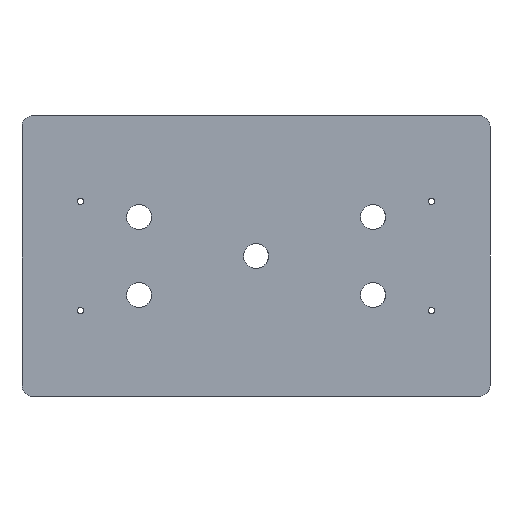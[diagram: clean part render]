
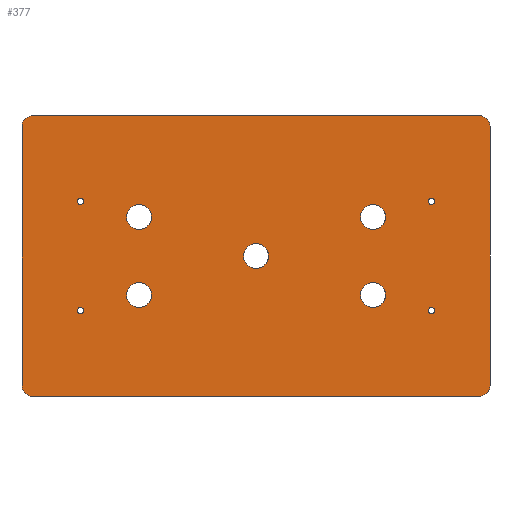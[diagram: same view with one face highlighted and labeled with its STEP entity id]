
A CAD part, top view. The second image highlights one B-rep face of the part: STEP entity #377.
In plain terms, the highlighted planar face has unit normal (0.008, 0, 1).
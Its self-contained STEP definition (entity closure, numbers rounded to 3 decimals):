
#24=FACE_BOUND('',#74,.T.);
#25=FACE_BOUND('',#75,.T.);
#26=FACE_BOUND('',#76,.T.);
#27=FACE_BOUND('',#77,.T.);
#28=FACE_BOUND('',#78,.T.);
#29=FACE_BOUND('',#79,.T.);
#30=FACE_BOUND('',#80,.T.);
#31=FACE_BOUND('',#81,.T.);
#32=FACE_BOUND('',#82,.T.);
#37=PLANE('',#425);
#45=FACE_OUTER_BOUND('',#73,.T.);
#73=EDGE_LOOP('',(#293,#294,#295,#296,#297,#298,#299,#300));
#74=EDGE_LOOP('',(#301));
#75=EDGE_LOOP('',(#302));
#76=EDGE_LOOP('',(#303));
#77=EDGE_LOOP('',(#304));
#78=EDGE_LOOP('',(#305));
#79=EDGE_LOOP('',(#306));
#80=EDGE_LOOP('',(#307));
#81=EDGE_LOOP('',(#308));
#82=EDGE_LOOP('',(#309));
#97=ELLIPSE('',#426,7.,7.);
#98=ELLIPSE('',#427,7.,7.);
#99=ELLIPSE('',#428,2.,2.);
#100=ELLIPSE('',#429,2.,2.);
#101=ELLIPSE('',#430,2.,2.);
#102=ELLIPSE('',#431,2.,2.);
#103=ELLIPSE('',#432,8.,8.);
#104=ELLIPSE('',#433,8.,8.);
#105=ELLIPSE('',#434,8.,8.);
#106=ELLIPSE('',#435,8.,8.);
#107=ELLIPSE('',#436,8.,8.);
#112=LINE('',#581,#137);
#118=LINE('',#620,#143);
#120=LINE('',#623,#145);
#121=LINE('',#628,#146);
#137=VECTOR('',#463,10.);
#143=VECTOR('',#501,10.);
#145=VECTOR('',#505,10.);
#146=VECTOR('',#510,10.);
#158=CIRCLE('',#405,7.);
#170=CIRCLE('',#422,7.);
#171=VERTEX_POINT('',#568);
#172=VERTEX_POINT('',#569);
#176=VERTEX_POINT('',#579);
#191=VERTEX_POINT('',#613);
#192=VERTEX_POINT('',#614);
#193=VERTEX_POINT('',#619);
#194=VERTEX_POINT('',#625);
#195=VERTEX_POINT('',#627);
#196=VERTEX_POINT('',#630);
#197=VERTEX_POINT('',#632);
#198=VERTEX_POINT('',#634);
#199=VERTEX_POINT('',#636);
#200=VERTEX_POINT('',#638);
#201=VERTEX_POINT('',#640);
#202=VERTEX_POINT('',#642);
#203=VERTEX_POINT('',#644);
#204=VERTEX_POINT('',#646);
#205=EDGE_CURVE('',#171,#172,#158,.T.);
#211=EDGE_CURVE('',#176,#171,#112,.T.);
#227=EDGE_CURVE('',#191,#192,#170,.T.);
#230=EDGE_CURVE('',#192,#193,#118,.T.);
#232=EDGE_CURVE('',#172,#191,#120,.T.);
#233=EDGE_CURVE('',#194,#176,#97,.F.);
#234=EDGE_CURVE('',#195,#194,#121,.F.);
#235=EDGE_CURVE('',#193,#195,#98,.F.);
#236=EDGE_CURVE('',#196,#196,#99,.T.);
#237=EDGE_CURVE('',#197,#197,#100,.T.);
#238=EDGE_CURVE('',#198,#198,#101,.T.);
#239=EDGE_CURVE('',#199,#199,#102,.T.);
#240=EDGE_CURVE('',#200,#200,#103,.T.);
#241=EDGE_CURVE('',#201,#201,#104,.T.);
#242=EDGE_CURVE('',#202,#202,#105,.T.);
#243=EDGE_CURVE('',#203,#203,#106,.T.);
#244=EDGE_CURVE('',#204,#204,#107,.T.);
#293=ORIENTED_EDGE('',*,*,#205,.F.);
#294=ORIENTED_EDGE('',*,*,#211,.F.);
#295=ORIENTED_EDGE('',*,*,#233,.F.);
#296=ORIENTED_EDGE('',*,*,#234,.F.);
#297=ORIENTED_EDGE('',*,*,#235,.F.);
#298=ORIENTED_EDGE('',*,*,#230,.F.);
#299=ORIENTED_EDGE('',*,*,#227,.F.);
#300=ORIENTED_EDGE('',*,*,#232,.F.);
#301=ORIENTED_EDGE('',*,*,#236,.F.);
#302=ORIENTED_EDGE('',*,*,#237,.F.);
#303=ORIENTED_EDGE('',*,*,#238,.F.);
#304=ORIENTED_EDGE('',*,*,#239,.F.);
#305=ORIENTED_EDGE('',*,*,#240,.F.);
#306=ORIENTED_EDGE('',*,*,#241,.F.);
#307=ORIENTED_EDGE('',*,*,#242,.F.);
#308=ORIENTED_EDGE('',*,*,#243,.F.);
#309=ORIENTED_EDGE('',*,*,#244,.F.);
#377=ADVANCED_FACE('',(#45,#24,#25,#26,#27,#28,#29,#30,#31,#32),#37,.T.);
#405=AXIS2_PLACEMENT_3D('',#570,#453,#454);
#422=AXIS2_PLACEMENT_3D('',#615,#495,#496);
#425=AXIS2_PLACEMENT_3D('',#624,#506,#507);
#426=AXIS2_PLACEMENT_3D('',#626,#508,#509);
#427=AXIS2_PLACEMENT_3D('',#629,#511,#512);
#428=AXIS2_PLACEMENT_3D('',#631,#513,#514);
#429=AXIS2_PLACEMENT_3D('',#633,#515,#516);
#430=AXIS2_PLACEMENT_3D('',#635,#517,#518);
#431=AXIS2_PLACEMENT_3D('',#637,#519,#520);
#432=AXIS2_PLACEMENT_3D('',#639,#521,#522);
#433=AXIS2_PLACEMENT_3D('',#641,#523,#524);
#434=AXIS2_PLACEMENT_3D('',#643,#525,#526);
#435=AXIS2_PLACEMENT_3D('',#645,#527,#528);
#436=AXIS2_PLACEMENT_3D('',#647,#529,#530);
#453=DIRECTION('center_axis',(-0.008,0.,-1.));
#454=DIRECTION('ref_axis',(0.707,0.707,-0.005));
#463=DIRECTION('',(1.,0.,-0.008));
#495=DIRECTION('center_axis',(-0.008,0.,-1.));
#496=DIRECTION('ref_axis',(0.707,-0.707,-0.005));
#501=DIRECTION('',(-1.,0.,0.008));
#505=DIRECTION('',(0.,-1.,0.));
#506=DIRECTION('center_axis',(0.008,0.,1.));
#507=DIRECTION('ref_axis',(1.,0.,-0.008));
#508=DIRECTION('center_axis',(0.008,0.,1.));
#509=DIRECTION('ref_axis',(-1.,0.,0.008));
#510=DIRECTION('',(0.,-1.,0.));
#511=DIRECTION('center_axis',(0.008,0.,1.));
#512=DIRECTION('ref_axis',(-1.,0.,0.008));
#513=DIRECTION('center_axis',(0.008,0.,1.));
#514=DIRECTION('ref_axis',(1.,0.,-0.008));
#515=DIRECTION('center_axis',(0.008,0.,1.));
#516=DIRECTION('ref_axis',(1.,0.,-0.008));
#517=DIRECTION('center_axis',(0.008,0.,1.));
#518=DIRECTION('ref_axis',(1.,0.,-0.008));
#519=DIRECTION('center_axis',(0.008,0.,1.));
#520=DIRECTION('ref_axis',(1.,0.,-0.008));
#521=DIRECTION('center_axis',(0.008,0.,1.));
#522=DIRECTION('ref_axis',(1.,0.,-0.008));
#523=DIRECTION('center_axis',(0.008,0.,1.));
#524=DIRECTION('ref_axis',(1.,0.,-0.008));
#525=DIRECTION('center_axis',(0.008,0.,1.));
#526=DIRECTION('ref_axis',(1.,0.,-0.008));
#527=DIRECTION('center_axis',(0.008,0.,1.));
#528=DIRECTION('ref_axis',(1.,0.,-0.008));
#529=DIRECTION('center_axis',(0.008,0.,1.));
#530=DIRECTION('ref_axis',(1.,0.,-0.008));
#568=CARTESIAN_POINT('',(143.017,90.,2.054));
#569=CARTESIAN_POINT('',(150.016,83.,2.));
#570=CARTESIAN_POINT('Origin',(143.017,83.,2.054));
#579=CARTESIAN_POINT('',(-143.,90.,4.25));
#581=CARTESIAN_POINT('',(75.019,90.,2.576));
#613=CARTESIAN_POINT('',(150.016,-83.,2.));
#614=CARTESIAN_POINT('',(143.017,-90.,2.054));
#615=CARTESIAN_POINT('Origin',(143.017,-83.,2.054));
#619=CARTESIAN_POINT('',(-143.,-90.,4.25));
#620=CARTESIAN_POINT('',(-74.977,-90.,3.728));
#623=CARTESIAN_POINT('',(150.016,-45.,2.));
#624=CARTESIAN_POINT('Origin',(0.021,0.,3.152));
#625=CARTESIAN_POINT('',(-150.,83.,4.304));
#626=CARTESIAN_POINT('Origin',(-143.,83.,4.25));
#627=CARTESIAN_POINT('',(-150.,-83.,4.304));
#628=CARTESIAN_POINT('',(-150.,45.,4.304));
#629=CARTESIAN_POINT('Origin',(-143.,-83.,4.25));
#630=CARTESIAN_POINT('',(110.5,-35.,2.303));
#631=CARTESIAN_POINT('Origin',(112.5,-35.,2.288));
#632=CARTESIAN_POINT('',(110.5,35.,2.303));
#633=CARTESIAN_POINT('Origin',(112.5,35.,2.288));
#634=CARTESIAN_POINT('',(-114.5,-35.,4.031));
#635=CARTESIAN_POINT('Origin',(-112.5,-35.,4.016));
#636=CARTESIAN_POINT('',(-114.5,35.,4.031));
#637=CARTESIAN_POINT('Origin',(-112.5,35.,4.016));
#638=CARTESIAN_POINT('',(-8.,0.,3.213));
#639=CARTESIAN_POINT('Origin',(0.,0.,3.152));
#640=CARTESIAN_POINT('',(-83.,-25.,3.789));
#641=CARTESIAN_POINT('Origin',(-75.,-25.,3.728));
#642=CARTESIAN_POINT('',(-83.,25.,3.789));
#643=CARTESIAN_POINT('Origin',(-75.,25.,3.728));
#644=CARTESIAN_POINT('',(67.,-25.,2.637));
#645=CARTESIAN_POINT('Origin',(75.,-25.,2.576));
#646=CARTESIAN_POINT('',(67.,25.,2.637));
#647=CARTESIAN_POINT('Origin',(75.,25.,2.576));
